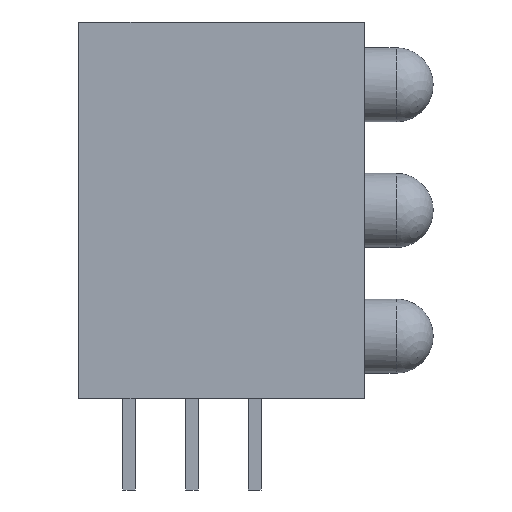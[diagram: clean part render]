
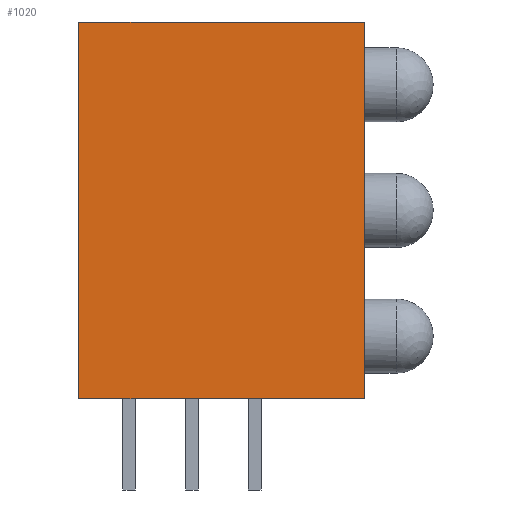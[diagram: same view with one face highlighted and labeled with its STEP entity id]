
A CAD part, left-side view. The second image highlights one B-rep face of the part: STEP entity #1020.
In plain terms, the highlighted planar face has unit normal (-1, 0, 0).
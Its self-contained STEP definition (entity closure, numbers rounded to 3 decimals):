
#92=FACE_OUTER_BOUND($,#162,.T.);
#162=EDGE_LOOP($,(#844,#845,#846,#847));
#280=LINE($,#1639,#394);
#292=LINE($,#1663,#406);
#297=LINE($,#1672,#411);
#298=LINE($,#1674,#412);
#394=VECTOR($,#1339,15.24);
#406=VECTOR($,#1357,11.557);
#411=VECTOR($,#1366,11.557);
#412=VECTOR($,#1369,15.24);
#486=VERTEX_POINT($,#1636);
#487=VERTEX_POINT($,#1638);
#496=VERTEX_POINT($,#1662);
#498=VERTEX_POINT($,#1670);
#602=EDGE_CURVE($,#486,#487,#280,.T.);
#614=EDGE_CURVE($,#487,#496,#292,.T.);
#619=EDGE_CURVE($,#486,#498,#297,.T.);
#620=EDGE_CURVE($,#498,#496,#298,.T.);
#844=ORIENTED_EDGE($,*,*,#602,.F.);
#845=ORIENTED_EDGE($,*,*,#619,.T.);
#846=ORIENTED_EDGE($,*,*,#620,.T.);
#847=ORIENTED_EDGE($,*,*,#614,.F.);
#958=PLANE($,#1123);
#1020=ADVANCED_FACE($,(#92),#958,.T.);
#1123=AXIS2_PLACEMENT_3D($,#1673,#1367,#1368);
#1339=DIRECTION($,(0.,0.,-1.));
#1357=DIRECTION($,(0.,1.,0.));
#1366=DIRECTION($,(0.,1.,0.));
#1367=DIRECTION('center_axis',(-1.,0.,0.));
#1368=DIRECTION('ref_axis',(0.,0.,-1.));
#1369=DIRECTION($,(0.,0.,-1.));
#1636=CARTESIAN_POINT('',(-2.159,-6.985,15.24));
#1638=CARTESIAN_POINT('',(-2.159,-6.985,0.));
#1639=CARTESIAN_POINT($,(-2.159,-6.985,15.24));
#1662=CARTESIAN_POINT('',(-2.159,4.572,0.));
#1663=CARTESIAN_POINT($,(-2.159,-6.985,0.));
#1670=CARTESIAN_POINT('',(-2.159,4.572,15.24));
#1672=CARTESIAN_POINT($,(-2.159,-6.985,15.24));
#1673=CARTESIAN_POINT('Origin',(-2.159,-6.985,15.24));
#1674=CARTESIAN_POINT($,(-2.159,4.572,15.24));
